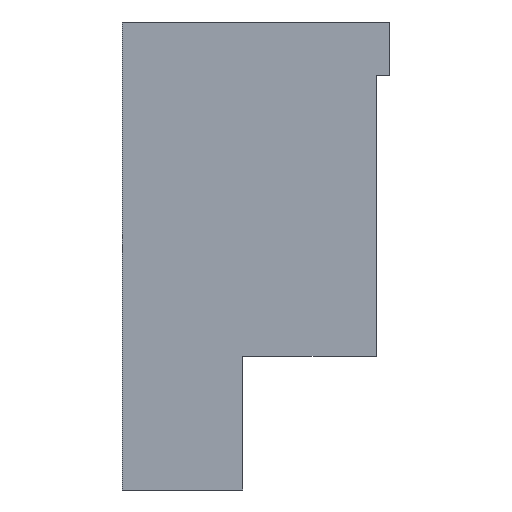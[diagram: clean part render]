
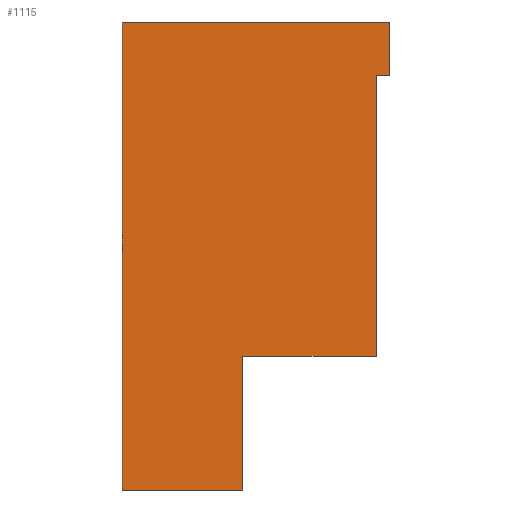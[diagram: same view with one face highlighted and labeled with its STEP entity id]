
A CAD part, left-side view. The second image highlights one B-rep face of the part: STEP entity #1115.
In plain terms, the highlighted planar face has unit normal (-1, 0, 0).
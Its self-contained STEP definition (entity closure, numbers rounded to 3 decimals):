
#2 = VERTEX_POINT ( 'NONE', #79 ) ;
#29 = DIRECTION ( 'NONE',  ( 0., 1., 0. ) ) ;
#42 = EDGE_CURVE ( 'NONE', #803, #487, #483, .T. ) ;
#70 = DIRECTION ( 'NONE',  ( 0., 0., -1. ) ) ;
#72 = DIRECTION ( 'NONE',  ( 0., 1., 0. ) ) ;
#76 = CARTESIAN_POINT ( 'NONE',  ( -7.25, 5., 17.5 ) ) ;
#78 = VECTOR ( 'NONE', #765, 1000. ) ;
#79 = CARTESIAN_POINT ( 'NONE',  ( -7.25, -5., 17.5 ) ) ;
#87 = VERTEX_POINT ( 'NONE', #367 ) ;
#88 = DIRECTION ( 'NONE',  ( 0., 1., 0. ) ) ;
#123 = ORIENTED_EDGE ( 'NONE', *, *, #753, .F. ) ;
#126 = EDGE_CURVE ( 'NONE', #454, #2, #655, .T. ) ;
#138 = VECTOR ( 'NONE', #88, 1000. ) ;
#145 = CARTESIAN_POINT ( 'NONE',  ( -7.25, 5., 0. ) ) ;
#151 = VECTOR ( 'NONE', #1247, 1000. ) ;
#171 = LINE ( 'NONE', #902, #1171 ) ;
#191 = VECTOR ( 'NONE', #1081, 1000. ) ;
#202 = LINE ( 'NONE', #861, #151 ) ;
#232 = ORIENTED_EDGE ( 'NONE', *, *, #823, .F. ) ;
#241 = CARTESIAN_POINT ( 'NONE',  ( -7.25, 0.5, 0. ) ) ;
#270 = PLANE ( 'NONE',  #609 ) ;
#367 = CARTESIAN_POINT ( 'NONE',  ( -7.25, -5., 15.5 ) ) ;
#375 = ORIENTED_EDGE ( 'NONE', *, *, #126, .F. ) ;
#381 = LINE ( 'NONE', #1207, #879 ) ;
#383 = LINE ( 'NONE', #1141, #579 ) ;
#415 = CARTESIAN_POINT ( 'NONE',  ( -7.25, 0.5, 5. ) ) ;
#425 = DIRECTION ( 'NONE',  ( 0., 0., -1. ) ) ;
#454 = VERTEX_POINT ( 'NONE', #592 ) ;
#478 = LINE ( 'NONE', #1222, #505 ) ;
#483 = LINE ( 'NONE', #1235, #138 ) ;
#487 = VERTEX_POINT ( 'NONE', #415 ) ;
#488 = CARTESIAN_POINT ( 'NONE',  ( -7.25, -4.5, 32.009 ) ) ;
#505 = VECTOR ( 'NONE', #630, 1000. ) ;
#538 = EDGE_CURVE ( 'NONE', #87, #977, #171, .T. ) ;
#539 = ORIENTED_EDGE ( 'NONE', *, *, #42, .F. ) ;
#579 = VECTOR ( 'NONE', #70, 1000. ) ;
#592 = CARTESIAN_POINT ( 'NONE',  ( -7.25, 5., 17.5 ) ) ;
#593 = VERTEX_POINT ( 'NONE', #241 ) ;
#609 = AXIS2_PLACEMENT_3D ( 'NONE', #76, #648, #72 ) ;
#610 = VERTEX_POINT ( 'NONE', #145 ) ;
#630 = DIRECTION ( 'NONE',  ( 0., -1., 0. ) ) ;
#648 = DIRECTION ( 'NONE',  ( 1., 0., 0. ) ) ;
#655 = LINE ( 'NONE', #782, #191 ) ;
#670 = ORIENTED_EDGE ( 'NONE', *, *, #1058, .T. ) ;
#687 = ORIENTED_EDGE ( 'NONE', *, *, #1139, .F. ) ;
#753 = EDGE_CURVE ( 'NONE', #2, #87, #383, .T. ) ;
#765 = DIRECTION ( 'NONE',  ( 0., 0., -1. ) ) ;
#782 = CARTESIAN_POINT ( 'NONE',  ( -7.25, 5., 17.5 ) ) ;
#803 = VERTEX_POINT ( 'NONE', #1245 ) ;
#823 = EDGE_CURVE ( 'NONE', #977, #803, #1042, .T. ) ;
#861 = CARTESIAN_POINT ( 'NONE',  ( -7.25, 0.5, 5. ) ) ;
#879 = VECTOR ( 'NONE', #425, 1000. ) ;
#902 = CARTESIAN_POINT ( 'NONE',  ( -7.25, -5., 15.5 ) ) ;
#948 = EDGE_CURVE ( 'NONE', #454, #610, #381, .T. ) ;
#977 = VERTEX_POINT ( 'NONE', #1109 ) ;
#1018 = ORIENTED_EDGE ( 'NONE', *, *, #948, .T. ) ;
#1042 = LINE ( 'NONE', #488, #78 ) ;
#1058 = EDGE_CURVE ( 'NONE', #610, #593, #478, .T. ) ;
#1081 = DIRECTION ( 'NONE',  ( 0., -1., 0. ) ) ;
#1109 = CARTESIAN_POINT ( 'NONE',  ( -7.25, -4.5, 15.5 ) ) ;
#1115 = ADVANCED_FACE ( 'NONE', ( #1252 ), #270, .F. ) ;
#1139 = EDGE_CURVE ( 'NONE', #487, #593, #202, .T. ) ;
#1141 = CARTESIAN_POINT ( 'NONE',  ( -7.25, -5., 17.5 ) ) ;
#1157 = EDGE_LOOP ( 'NONE', ( #670, #687, #539, #232, #1244, #123, #375, #1018 ) ) ;
#1171 = VECTOR ( 'NONE', #29, 1000. ) ;
#1207 = CARTESIAN_POINT ( 'NONE',  ( -7.25, 5., 17.5 ) ) ;
#1222 = CARTESIAN_POINT ( 'NONE',  ( -7.25, 5., 0. ) ) ;
#1235 = CARTESIAN_POINT ( 'NONE',  ( -7.25, -4.5, 5. ) ) ;
#1244 = ORIENTED_EDGE ( 'NONE', *, *, #538, .F. ) ;
#1245 = CARTESIAN_POINT ( 'NONE',  ( -7.25, -4.5, 5. ) ) ;
#1247 = DIRECTION ( 'NONE',  ( 0., 0., -1. ) ) ;
#1252 = FACE_OUTER_BOUND ( 'NONE', #1157, .T. ) ;
